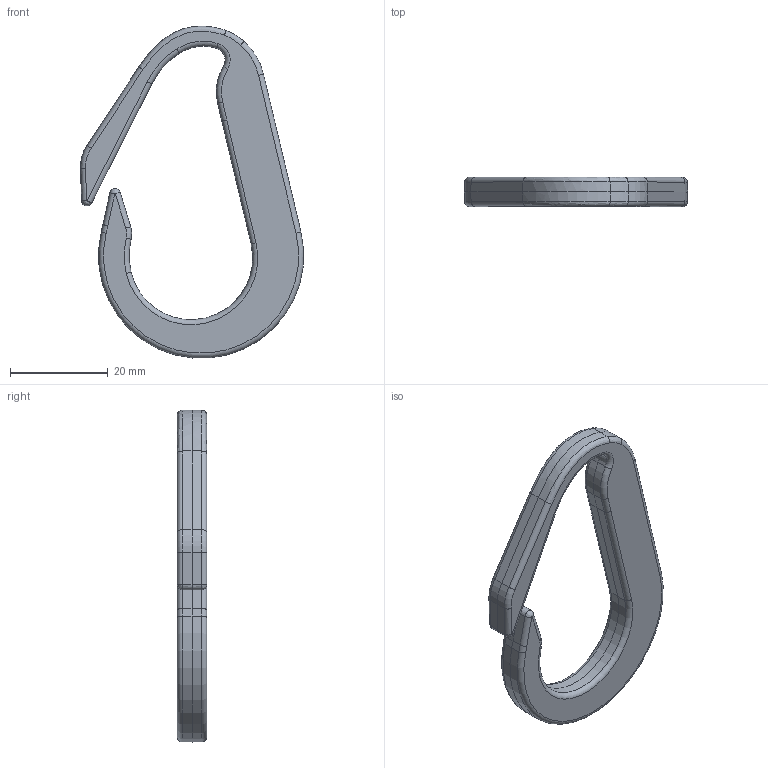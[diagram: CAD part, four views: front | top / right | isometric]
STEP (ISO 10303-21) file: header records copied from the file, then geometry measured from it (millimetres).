
FILE_DESCRIPTION(/* description */ (''),/* implementation_level */ '2;1');
FILE_NAME(/* name */ 'MONO carabiner_OCT_CNC_tangent .step',/* time_stamp */ '2019-10-02T21:39:01+01:00',/* author */ (''),/* organization */ (''),/* preprocessor_version */ 'ST-DEVELOPER v18',/* originating_system */ 'Autodesk Translation Framework v8.6.0.1094',/* authorisation */ '');
FILE_SCHEMA (('AUTOMOTIVE_DESIGN { 1 0 10303 214 3 1 1 }'));
Length unit declared in the file: millimetre
Products named in the file (1): MONO carabiner_SEPT_CNC (v10~recovered)
Bounding box: 45.63 x 6 x 67.92 mm (x, y, z)
Volume: 6823.3 mm3; surface area: 4004.9 mm2
Topology: 1 solids, 1 shells, 98 faces, 216 edges, 120 vertices
Faces by surface type: cone 24, plane 22, cylinder 20, torus 20, bspline 12
Entity records: 2967 total; most frequent: CARTESIAN_POINT 786, DIRECTION 484, ORIENTED_EDGE 432, EDGE_CURVE 216, AXIS2_PLACEMENT_3D 195, VERTEX_POINT 120, CIRCLE 106, FACE_OUTER_BOUND 98
